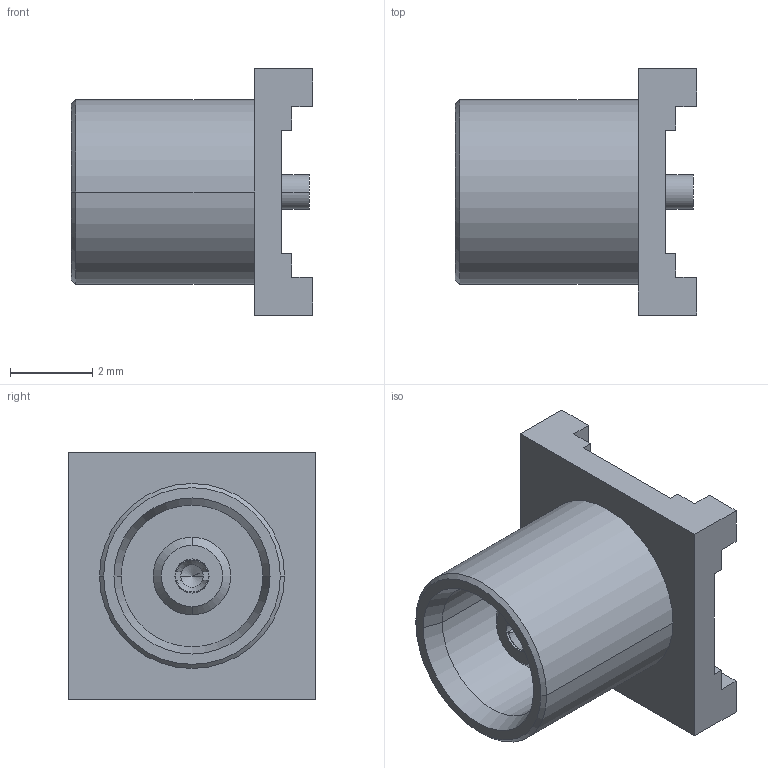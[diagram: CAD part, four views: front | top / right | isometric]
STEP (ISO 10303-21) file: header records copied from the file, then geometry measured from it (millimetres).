
FILE_DESCRIPTION((''),'2;1');
FILE_NAME('252117-75TR_SW0002','2020-04-30T',('Kaviyarasan'),(''),'CREO PARAMETRIC BY PTC INC, 2018360','CREO PARAMETRIC BY PTC INC, 2018360','');
FILE_SCHEMA(('CONFIG_CONTROL_DESIGN'));
Length unit declared in the file: millimetre
Products named in the file (1): 252117-75TR_SW0002
Bounding box: 5.87 x 6 x 6 mm (x, y, z)
Volume: 65.5 mm3; surface area: 232.9 mm2
Topology: 1 solids, 1 shells, 74 faces, 186 edges, 119 vertices
Faces by surface type: plane 44, cone 16, cylinder 14
Entity records: 2238 total; most frequent: CARTESIAN_POINT 393, DIRECTION 380, ORIENTED_EDGE 368, EDGE_CURVE 184, VECTOR 128, LINE 128, AXIS2_PLACEMENT_3D 126, VERTEX_POINT 119
